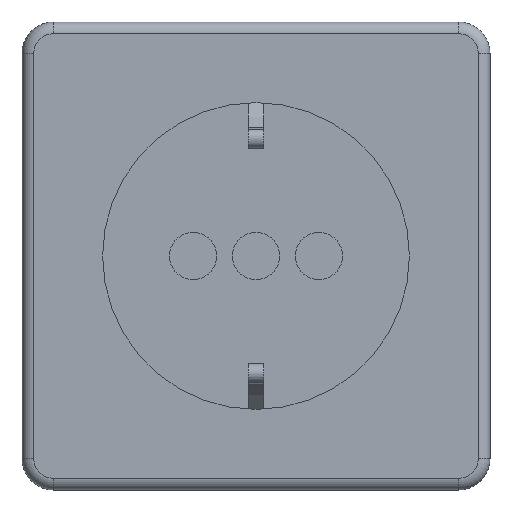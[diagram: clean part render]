
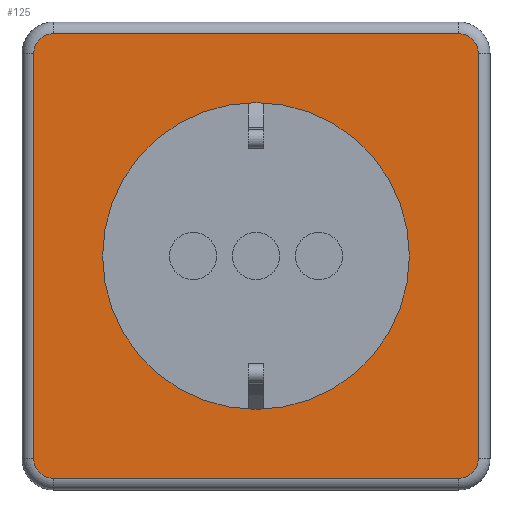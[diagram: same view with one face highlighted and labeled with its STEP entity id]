
A CAD part, front view. The second image highlights one B-rep face of the part: STEP entity #125.
In plain terms, the highlighted planar face has unit normal (0, -1, 0).
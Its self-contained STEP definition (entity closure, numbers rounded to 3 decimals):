
#125=ADVANCED_FACE('',(#246,#247),#248,.T.);
#246=FACE_BOUND('',#389,.T.);
#247=FACE_OUTER_BOUND('',#390,.T.);
#248=PLANE('',#391);
#389=EDGE_LOOP('',(#811,#812));
#390=EDGE_LOOP('',(#813,#814,#815,#816,#817,#818,#819,#820));
#391=AXIS2_PLACEMENT_3D('',#821,#822,#823);
#811=ORIENTED_EDGE('',*,*,#1001,.T.);
#812=ORIENTED_EDGE('',*,*,#1028,.T.);
#813=ORIENTED_EDGE('',*,*,#1073,.T.);
#814=ORIENTED_EDGE('',*,*,#1074,.T.);
#815=ORIENTED_EDGE('',*,*,#1075,.T.);
#816=ORIENTED_EDGE('',*,*,#1076,.T.);
#817=ORIENTED_EDGE('',*,*,#1077,.T.);
#818=ORIENTED_EDGE('',*,*,#1078,.T.);
#819=ORIENTED_EDGE('',*,*,#1079,.T.);
#820=ORIENTED_EDGE('',*,*,#1080,.T.);
#821=CARTESIAN_POINT('',(0.0,-9.0,0.));
#822=DIRECTION('',(0.0,-1.0,0.));
#823=DIRECTION('',(1.0,0.0,0.0));
#1001=EDGE_CURVE('',#1193,#1210,#1212,.T.);
#1028=EDGE_CURVE('',#1210,#1193,#1255,.T.);
#1073=EDGE_CURVE('',#1311,#1315,#1317,.T.);
#1074=EDGE_CURVE('',#1315,#1318,#1319,.T.);
#1075=EDGE_CURVE('',#1318,#1320,#1321,.T.);
#1076=EDGE_CURVE('',#1320,#1322,#1323,.T.);
#1077=EDGE_CURVE('',#1322,#1324,#1325,.T.);
#1078=EDGE_CURVE('',#1324,#1326,#1327,.T.);
#1079=EDGE_CURVE('',#1326,#1328,#1329,.T.);
#1080=EDGE_CURVE('',#1328,#1311,#1330,.T.);
#1193=VERTEX_POINT('',#1486);
#1210=VERTEX_POINT('',#1526);
#1212=CIRCLE('',#1529,19.5);
#1255=CIRCLE('',#1586,19.5);
#1311=VERTEX_POINT('',#1665);
#1315=VERTEX_POINT('',#1669);
#1317=CIRCLE('',#1671,2.5);
#1318=VERTEX_POINT('',#1672);
#1319=LINE('',#1673,#1674);
#1320=VERTEX_POINT('',#1675);
#1321=CIRCLE('',#1676,2.5);
#1322=VERTEX_POINT('',#1677);
#1323=LINE('',#1678,#1679);
#1324=VERTEX_POINT('',#1680);
#1325=CIRCLE('',#1681,2.5);
#1326=VERTEX_POINT('',#1682);
#1327=LINE('',#1683,#1684);
#1328=VERTEX_POINT('',#1685);
#1329=CIRCLE('',#1686,2.5);
#1330=LINE('',#1687,#1688);
#1486=CARTESIAN_POINT('',(19.5,-9.0,0.));
#1526=CARTESIAN_POINT('',(-19.5,-9.0,0.));
#1529=AXIS2_PLACEMENT_3D('',#1837,#1838,#1839);
#1586=AXIS2_PLACEMENT_3D('',#1890,#1891,#1892);
#1665=CARTESIAN_POINT('',(-28.25,-9.0,-25.75));
#1669=CARTESIAN_POINT('',(-25.75,-9.0,-28.25));
#1671=AXIS2_PLACEMENT_3D('',#1993,#1994,#1995);
#1672=CARTESIAN_POINT('',(25.75,-9.0,-28.25));
#1673=CARTESIAN_POINT('',(15.0,-9.0,-28.25));
#1674=VECTOR('',#1996,1.0);
#1675=CARTESIAN_POINT('',(28.25,-9.0,-25.75));
#1676=AXIS2_PLACEMENT_3D('',#1997,#1998,#1999);
#1677=CARTESIAN_POINT('',(28.25,-9.0,25.75));
#1678=CARTESIAN_POINT('',(28.25,-9.0,15.0));
#1679=VECTOR('',#2000,1.0);
#1680=CARTESIAN_POINT('',(25.75,-9.0,28.25));
#1681=AXIS2_PLACEMENT_3D('',#2001,#2002,#2003);
#1682=CARTESIAN_POINT('',(-25.75,-9.0,28.25));
#1683=CARTESIAN_POINT('',(-15.0,-9.0,28.25));
#1684=VECTOR('',#2004,1.0);
#1685=CARTESIAN_POINT('',(-28.25,-9.0,25.75));
#1686=AXIS2_PLACEMENT_3D('',#2005,#2006,#2007);
#1687=CARTESIAN_POINT('',(-28.25,-9.0,-15.0));
#1688=VECTOR('',#2008,1.0);
#1837=CARTESIAN_POINT('',(0.0,-9.0,0.));
#1838=DIRECTION('',(0.0,1.0,0.));
#1839=DIRECTION('',(1.0,0.0,0.0));
#1890=CARTESIAN_POINT('',(0.0,-9.0,0.));
#1891=DIRECTION('',(0.0,1.0,0.));
#1892=DIRECTION('',(1.0,0.0,0.0));
#1993=CARTESIAN_POINT('',(-25.75,-9.0,-25.75));
#1994=DIRECTION('',(0.0,-1.0,0.));
#1995=DIRECTION('',(0.,0.,-1.0));
#1996=DIRECTION('',(1.0,0.,0.));
#1997=CARTESIAN_POINT('',(25.75,-9.0,-25.75));
#1998=DIRECTION('',(0.0,-1.0,0.));
#1999=DIRECTION('',(1.0,0.0,0.0));
#2000=DIRECTION('',(0.0,0.,1.0));
#2001=CARTESIAN_POINT('',(25.75,-9.0,25.75));
#2002=DIRECTION('',(0.0,-1.0,0.));
#2003=DIRECTION('',(0.,0.,1.0));
#2004=DIRECTION('',(-1.0,0.,0.));
#2005=CARTESIAN_POINT('',(-25.75,-9.0,25.75));
#2006=DIRECTION('',(0.,-1.0,0.));
#2007=DIRECTION('',(-1.0,0.0,0.));
#2008=DIRECTION('',(0.,0.,-1.0));
